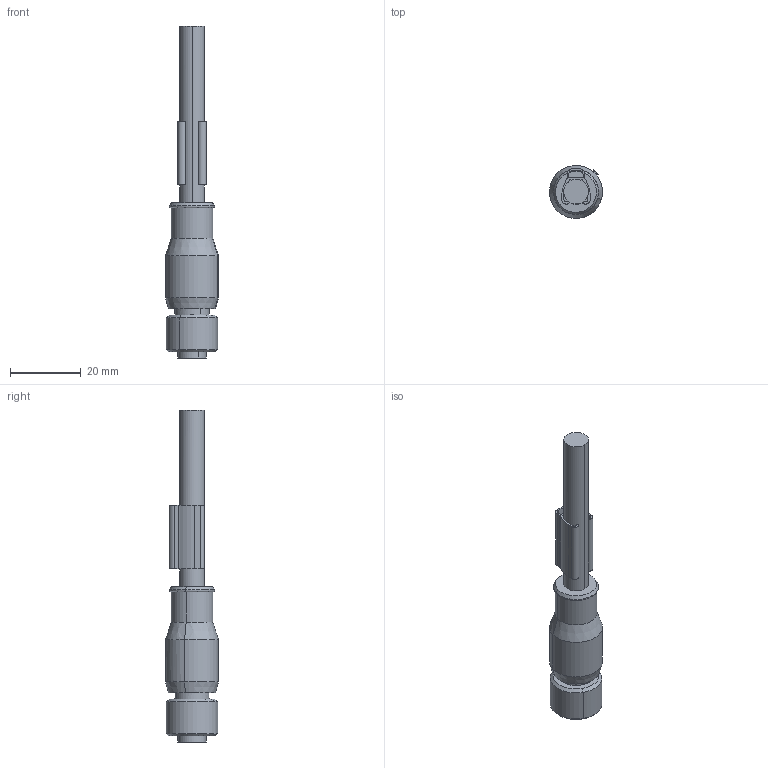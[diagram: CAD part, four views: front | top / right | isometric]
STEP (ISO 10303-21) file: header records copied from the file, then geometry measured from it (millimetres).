
FILE_DESCRIPTION(('CATIA V5 STEP Exchange','CAx-IF Rec.Pracs.--- Model Styling and Organization---1.5--- 2016-08-15','CAx-IF Rec.Pracs.---Supplemental Geometry---1.0---2011-11-01','CAx-IF Rec.Pracs.--- Composite Materials ---1.1---2010-07-15'),'2;1');
FILE_NAME ('321641-3_0', '2025-07-30T08:06:05+00:00', ('none'), ('Weidmueller'), 'CATIA Version 5-6 Release 2024 SP4', 'CATIA V5 STEP AP214 v3', 'none');
FILE_SCHEMA(('AUTOMOTIVE_DESIGN { 1 0 10303 214 1 1 1 1 }'));
Length unit declared in the file: millimetre
Products named in the file (1): 1906480000
Bounding box: 14.98 x 14.98 x 94 mm (x, y, z)
Volume: 8222.7 mm3; surface area: 5163.4 mm2
Topology: 1 solids, 5 shells, 228 faces, 607 edges, 399 vertices
Faces by surface type: cylinder 98, plane 86, cone 24, torus 8, bspline 8, revolution 4
Entity records: 7532 total; most frequent: CARTESIAN_POINT 2186, ORIENTED_EDGE 1210, DIRECTION 802, EDGE_CURVE 605, VERTEX_POINT 399, AXIS2_PLACEMENT_3D 396, EDGE_LOOP 254, VECTOR 249
